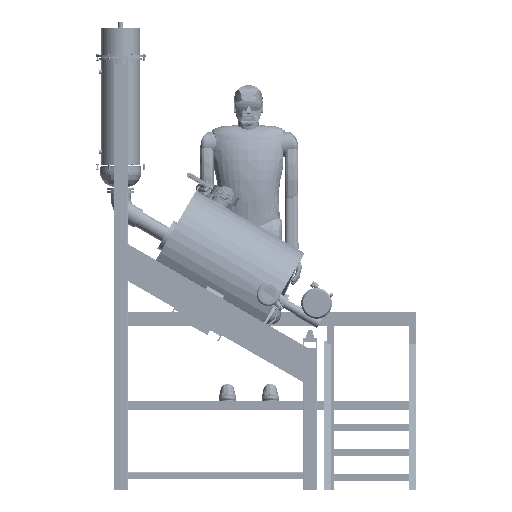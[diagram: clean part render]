
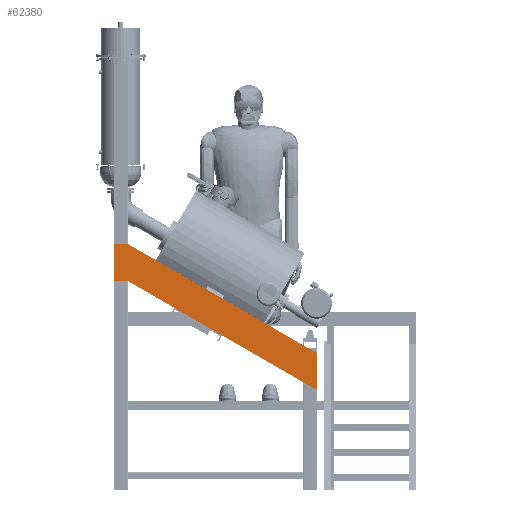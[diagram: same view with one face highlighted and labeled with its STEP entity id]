
A CAD part, front view. The second image highlights one B-rep face of the part: STEP entity #62380.
In plain terms, the highlighted planar face has unit normal (0, -1, 0).
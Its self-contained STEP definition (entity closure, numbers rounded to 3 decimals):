
#62293 = VERTEX_POINT('',#62294);
#62294 = CARTESIAN_POINT('',(-1063.564,-475.,542.135)
  );
#62300 = EDGE_CURVE('',#62293,#62301,#62303,.T.);
#62301 = VERTEX_POINT('',#62302);
#62302 = CARTESIAN_POINT('',(0.,-475.,-71.913));
#62303 = LINE('',#62304,#62305);
#62304 = CARTESIAN_POINT('',(-686.843,-475.,324.635));
#62305 = VECTOR('',#62306,1.);
#62306 = DIRECTION('',(0.866,0.,-0.5));
#62331 = EDGE_CURVE('',#62301,#62332,#62334,.T.);
#62332 = VERTEX_POINT('',#62333);
#62333 = CARTESIAN_POINT('',(0.,-475.,-279.76));
#62334 = LINE('',#62335,#62336);
#62335 = CARTESIAN_POINT('',(0.,-475.,-71.913)
  );
#62336 = VECTOR('',#62337,1.);
#62337 = DIRECTION('',(0.,0.,-1.));
#62362 = EDGE_CURVE('',#62332,#62363,#62365,.T.);
#62363 = VERTEX_POINT('',#62364);
#62364 = CARTESIAN_POINT('',(-1063.564,-475.,334.289)
  );
#62365 = LINE('',#62366,#62367);
#62366 = CARTESIAN_POINT('',(-776.843,-475.,168.751));
#62367 = VECTOR('',#62368,1.);
#62368 = DIRECTION('',(-0.866,0.,0.5));
#62380 = ADVANCED_FACE('',(#62381),#62408,.F.);
#62381 = FACE_BOUND('',#62382,.T.);
#62382 = EDGE_LOOP('',(#62383,#62384,#62392,#62400,#62406,#62407));
#62383 = ORIENTED_EDGE('',*,*,#62300,.F.);
#62384 = ORIENTED_EDGE('',*,*,#62385,.T.);
#62385 = EDGE_CURVE('',#62293,#62386,#62388,.T.);
#62386 = VERTEX_POINT('',#62387);
#62387 = CARTESIAN_POINT('',(-1143.564,-475.,542.135)
  );
#62388 = LINE('',#62389,#62390);
#62389 = CARTESIAN_POINT('',(-1063.564,-475.,542.135)
  );
#62390 = VECTOR('',#62391,1.);
#62391 = DIRECTION('',(-1.,0.,0.));
#62392 = ORIENTED_EDGE('',*,*,#62393,.T.);
#62393 = EDGE_CURVE('',#62386,#62394,#62396,.T.);
#62394 = VERTEX_POINT('',#62395);
#62395 = CARTESIAN_POINT('',(-1143.564,-475.,334.289)
  );
#62396 = LINE('',#62397,#62398);
#62397 = CARTESIAN_POINT('',(-1143.564,-475.,334.289)
  );
#62398 = VECTOR('',#62399,1.);
#62399 = DIRECTION('',(0.,0.,-1.));
#62400 = ORIENTED_EDGE('',*,*,#62401,.T.);
#62401 = EDGE_CURVE('',#62394,#62363,#62402,.T.);
#62402 = LINE('',#62403,#62404);
#62403 = CARTESIAN_POINT('',(-1063.564,-475.,334.289)
  );
#62404 = VECTOR('',#62405,1.);
#62405 = DIRECTION('',(1.,0.,0.));
#62406 = ORIENTED_EDGE('',*,*,#62362,.F.);
#62407 = ORIENTED_EDGE('',*,*,#62331,.F.);
#62408 = PLANE('',#62409);
#62409 = AXIS2_PLACEMENT_3D('',#62410,#62411,#62412);
#62410 = CARTESIAN_POINT('',(0.,-475.,-175.836));
#62411 = DIRECTION('',(0.,1.,0.));
#62412 = DIRECTION('',(0.,0.,1.));
